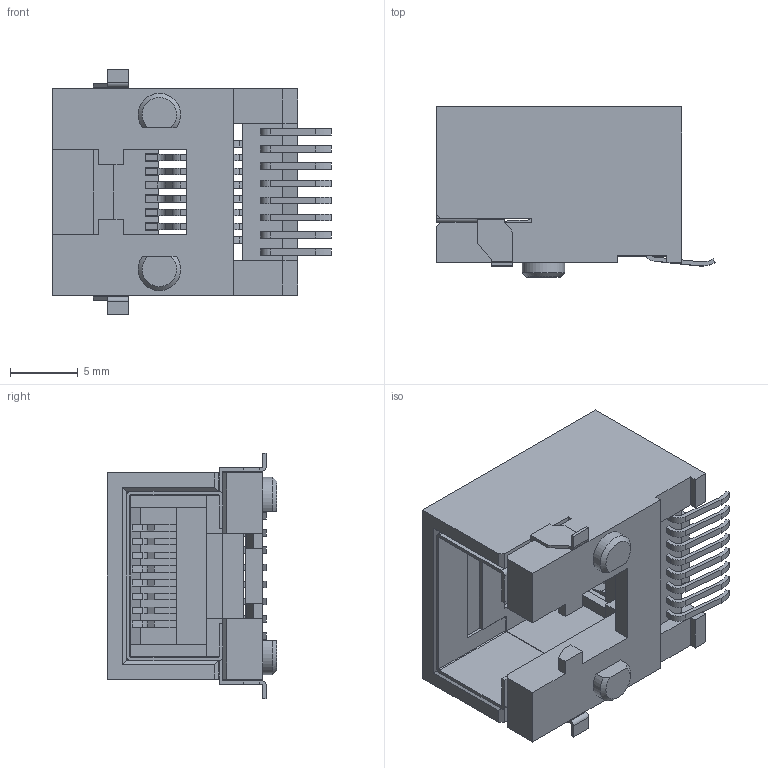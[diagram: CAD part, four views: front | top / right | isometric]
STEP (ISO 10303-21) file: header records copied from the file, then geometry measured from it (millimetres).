
FILE_DESCRIPTION((''),'2;1');
FILE_NAME('955406886','2019-03-20T',('gga'),(''),'PRO/ENGINEER BY PARAMETRIC TECHNOLOGY CORPORATION, 2016010','PRO/ENGINEER BY PARAMETRIC TECHNOLOGY CORPORATION, 2016010','');
FILE_SCHEMA(('CONFIG_CONTROL_DESIGN'));
Length unit declared in the file: millimetre
Products named in the file (1): 955406886
Bounding box: 20.58 x 12.55 x 18.14 mm (x, y, z)
Volume: 1403.9 mm3; surface area: 2519.1 mm2
Topology: 1 solids, 1 shells, 542 faces, 1609 edges, 1066 vertices
Faces by surface type: plane 420, cylinder 120, cone 2
Entity records: 17964 total; most frequent: CARTESIAN_POINT 3190, ORIENTED_EDGE 3126, DIRECTION 2943, EDGE_CURVE 1563, VECTOR 1353, LINE 1353, VERTEX_POINT 1018, AXIS2_PLACEMENT_3D 795
